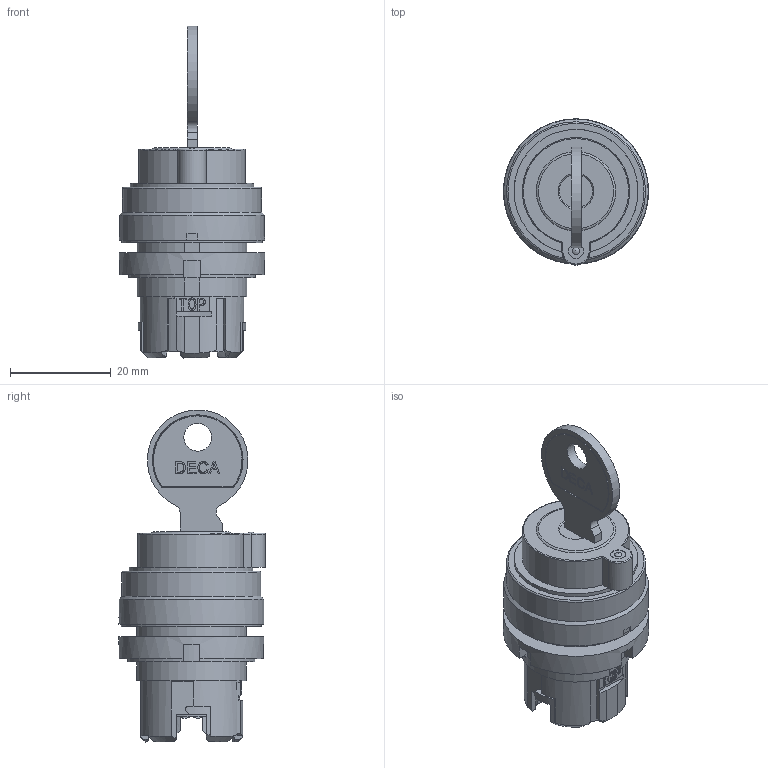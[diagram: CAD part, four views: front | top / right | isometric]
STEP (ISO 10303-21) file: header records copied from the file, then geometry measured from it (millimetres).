
FILE_DESCRIPTION( ( 'Unknown' ), '1' );
FILE_NAME( 'A20K-3DEx-2-Solid3D-20180706.stp', 'Unknown', ( 'Unknown' ), ( 'Unknown' ), 'XStep 1.0', 'Unknown', ' ' );
FILE_SCHEMA( ( 'automotive_design' ) );
Length unit declared in the file: millimetre
Products named in the file (1): 1
Bounding box: 28.8 x 29.05 x 65.89 mm (x, y, z)
Surface area: 6374.6 mm2 (no closed solid volume)
Topology: 0 solids, 1 shells, 376 faces, 1038 edges, 686 vertices
Faces by surface type: plane 256, cylinder 63, extrusion 35, cone 12, torus 4, bspline 4, sphere 2
Full cylindrical faces by diameter (mm): 3 x1, 5.5 x1, 24.6 x1, 27.6 x1, 27.8 x1, 28.8 x1
Entity records: 15570 total; most frequent: CARTESIAN_POINT 3069, ORIENTED_EDGE 2028, DIRECTION 1864, EDGE_CURVE 1014, VERTEX_POINT 674, VECTOR 672, LINE 637, AXIS2_PLACEMENT_3D 596
